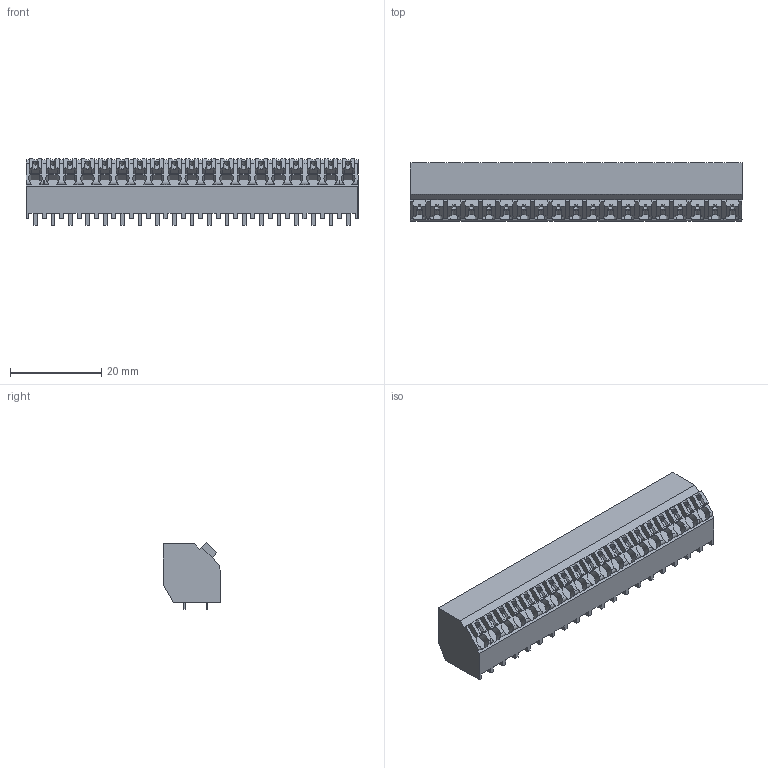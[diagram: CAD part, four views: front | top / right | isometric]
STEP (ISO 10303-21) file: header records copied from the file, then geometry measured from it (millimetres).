
FILE_DESCRIPTION(('CATIA V5 STEP Exchange','CAx-IF Rec.Pracs.--- Model Styling and Organization---1.2---2011-12-15'),'2;1');
FILE_NAME ('D1458494_0_1885590000_1885590000.stp','2018-03-20T11:18:37+00:00',('none'),('Weidmueller'),'CATIA Version 5-6 Release 2014','CATIA V5 STEP AP214','none');
FILE_SCHEMA(('AUTOMOTIVE_DESIGN { 1 0 10303 214 1 1 1 1 }'));
Length unit declared in the file: millimetre
Products named in the file (1): 1885590000
Bounding box: 72.78 x 12.7 x 14.66 mm (x, y, z)
Volume: 8319.1 mm3; surface area: 7503.1 mm2
Topology: 58 solids, 58 shells, 1155 faces, 3325 edges, 2286 vertices
Faces by surface type: plane 1056, cylinder 99
Entity records: 34611 total; most frequent: CARTESIAN_POINT 6852, ORIENTED_EDGE 6650, DIRECTION 4209, EDGE_CURVE 3325, VECTOR 2940, LINE 2940, VERTEX_POINT 2286, EDGE_LOOP 1193
